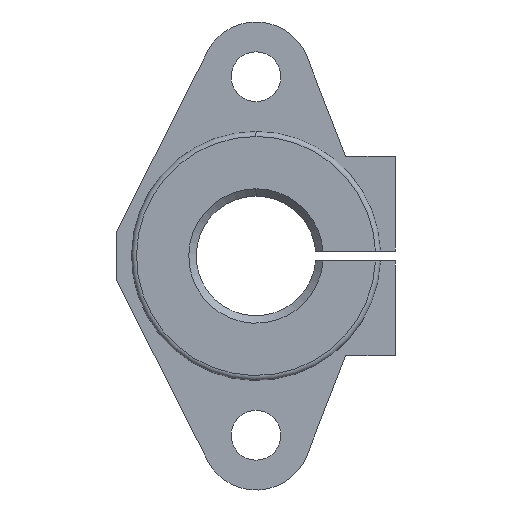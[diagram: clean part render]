
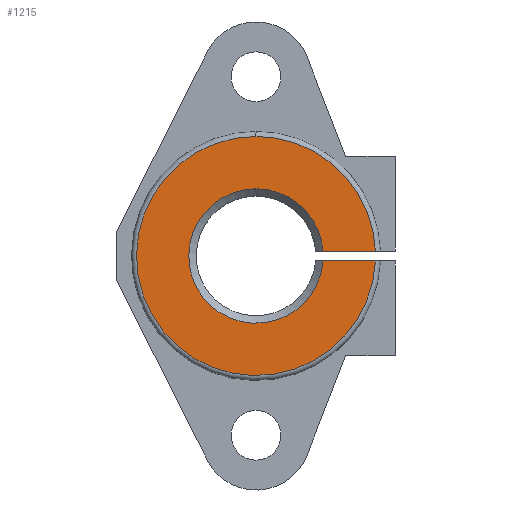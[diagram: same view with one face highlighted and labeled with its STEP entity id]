
A CAD part, front view. The second image highlights one B-rep face of the part: STEP entity #1215.
In plain terms, the highlighted planar face has unit normal (0, -1, 0).
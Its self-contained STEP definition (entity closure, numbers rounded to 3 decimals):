
#33 = TOROIDAL_SURFACE('',#34,12.,0.5);
#34 = AXIS2_PLACEMENT_3D('',#35,#36,#37);
#35 = CARTESIAN_POINT('',(0.,-12.5,0.));
#36 = DIRECTION('',(0.,-1.,0.));
#37 = DIRECTION('',(0.,0.,1.));
#80 = VERTEX_POINT('',#81);
#81 = CARTESIAN_POINT('',(0.,-13.,12.));
#95 = TOROIDAL_SURFACE('',#96,12.,0.5);
#96 = AXIS2_PLACEMENT_3D('',#97,#98,#99);
#97 = CARTESIAN_POINT('',(0.,-12.5,0.));
#98 = DIRECTION('',(0.,-1.,0.));
#99 = DIRECTION('',(0.,0.,1.));
#106 = EDGE_CURVE('',#107,#80,#109,.T.);
#107 = VERTEX_POINT('',#108);
#108 = CARTESIAN_POINT('',(11.99,-13.,-0.5));
#109 = SURFACE_CURVE('',#110,(#115,#122),.PCURVE_S1.);
#110 = CIRCLE('',#111,12.);
#111 = AXIS2_PLACEMENT_3D('',#112,#113,#114);
#112 = CARTESIAN_POINT('',(0.,-13.,0.));
#113 = DIRECTION('',(0.,1.,0.));
#114 = DIRECTION('',(0.,0.,1.));
#115 = PCURVE('',#33,#116);
#116 = DEFINITIONAL_REPRESENTATION('',(#117),#121);
#117 = LINE('',#118,#119);
#118 = CARTESIAN_POINT('',(-0.,1.571));
#119 = VECTOR('',#120,1.);
#120 = DIRECTION('',(-1.,0.));
#121 = ( GEOMETRIC_REPRESENTATION_CONTEXT(2) 
PARAMETRIC_REPRESENTATION_CONTEXT() REPRESENTATION_CONTEXT('2D SPACE',''
  ) );
#122 = PCURVE('',#123,#128);
#123 = PLANE('',#124);
#124 = AXIS2_PLACEMENT_3D('',#125,#126,#127);
#125 = CARTESIAN_POINT('',(0.,-13.,0.));
#126 = DIRECTION('',(0.,1.,0.));
#127 = DIRECTION('',(0.,0.,1.));
#128 = DEFINITIONAL_REPRESENTATION('',(#129),#133);
#129 = CIRCLE('',#130,12.);
#130 = AXIS2_PLACEMENT_2D('',#131,#132);
#131 = CARTESIAN_POINT('',(0.,0.));
#132 = DIRECTION('',(1.,0.));
#133 = ( GEOMETRIC_REPRESENTATION_CONTEXT(2) 
PARAMETRIC_REPRESENTATION_CONTEXT() REPRESENTATION_CONTEXT('2D SPACE',''
  ) );
#345 = PLANE('',#346);
#346 = AXIS2_PLACEMENT_3D('',#347,#348,#349);
#347 = CARTESIAN_POINT('',(16.,0.,-0.5));
#348 = DIRECTION('',(-0.,0.,-1.));
#349 = DIRECTION('',(-1.,0.,0.));
#583 = EDGE_CURVE('',#584,#107,#586,.T.);
#584 = VERTEX_POINT('',#585);
#585 = CARTESIAN_POINT('',(6.731,-13.,-0.5));
#586 = SURFACE_CURVE('',#587,(#591,#597),.PCURVE_S1.);
#587 = LINE('',#588,#589);
#588 = CARTESIAN_POINT('',(8.,-13.,-0.5));
#589 = VECTOR('',#590,1.);
#590 = DIRECTION('',(1.,0.,0.));
#591 = PCURVE('',#345,#592);
#592 = DEFINITIONAL_REPRESENTATION('',(#593),#596);
#593 = B_SPLINE_CURVE_WITH_KNOTS('',1,(#594,#595),.UNSPECIFIED.,.F.,.F.,
  (2,2),(-9.6,6.4),.PIECEWISE_BEZIER_KNOTS.);
#594 = CARTESIAN_POINT('',(17.6,-13.));
#595 = CARTESIAN_POINT('',(1.6,-13.));
#596 = ( GEOMETRIC_REPRESENTATION_CONTEXT(2) 
PARAMETRIC_REPRESENTATION_CONTEXT() REPRESENTATION_CONTEXT('2D SPACE',''
  ) );
#597 = PCURVE('',#123,#598);
#598 = DEFINITIONAL_REPRESENTATION('',(#599),#602);
#599 = B_SPLINE_CURVE_WITH_KNOTS('',1,(#600,#601),.UNSPECIFIED.,.F.,.F.,
  (2,2),(-9.6,6.4),.PIECEWISE_BEZIER_KNOTS.);
#600 = CARTESIAN_POINT('',(-0.5,-1.6));
#601 = CARTESIAN_POINT('',(-0.5,14.4));
#602 = ( GEOMETRIC_REPRESENTATION_CONTEXT(2) 
PARAMETRIC_REPRESENTATION_CONTEXT() REPRESENTATION_CONTEXT('2D SPACE',''
  ) );
#621 = CONICAL_SURFACE('',#622,6.,0.785);
#622 = AXIS2_PLACEMENT_3D('',#623,#624,#625);
#623 = CARTESIAN_POINT('',(0.,-12.25,0.
    ));
#624 = DIRECTION('',(0.,-1.,0.));
#625 = DIRECTION('',(0.,0.,1.));
#1004 = PLANE('',#1005);
#1005 = AXIS2_PLACEMENT_3D('',#1006,#1007,#1008);
#1006 = CARTESIAN_POINT('',(0.,0.,0.5));
#1007 = DIRECTION('',(0.,0.,1.));
#1008 = DIRECTION('',(1.,0.,0.));
#1215 = ADVANCED_FACE('',(#1216),#123,.F.);
#1216 = FACE_BOUND('',#1217,.T.);
#1217 = EDGE_LOOP('',(#1218,#1242,#1243,#1244,#1268,#1297));
#1218 = ORIENTED_EDGE('',*,*,#1219,.F.);
#1219 = EDGE_CURVE('',#80,#1220,#1222,.T.);
#1220 = VERTEX_POINT('',#1221);
#1221 = CARTESIAN_POINT('',(11.99,-13.,0.5));
#1222 = SURFACE_CURVE('',#1223,(#1228,#1235),.PCURVE_S1.);
#1223 = CIRCLE('',#1224,12.);
#1224 = AXIS2_PLACEMENT_3D('',#1225,#1226,#1227);
#1225 = CARTESIAN_POINT('',(0.,-13.,0.));
#1226 = DIRECTION('',(0.,1.,0.));
#1227 = DIRECTION('',(0.,0.,1.));
#1228 = PCURVE('',#123,#1229);
#1229 = DEFINITIONAL_REPRESENTATION('',(#1230),#1234);
#1230 = CIRCLE('',#1231,12.);
#1231 = AXIS2_PLACEMENT_2D('',#1232,#1233);
#1232 = CARTESIAN_POINT('',(0.,0.));
#1233 = DIRECTION('',(1.,0.));
#1234 = ( GEOMETRIC_REPRESENTATION_CONTEXT(2) 
PARAMETRIC_REPRESENTATION_CONTEXT() REPRESENTATION_CONTEXT('2D SPACE',''
  ) );
#1235 = PCURVE('',#95,#1236);
#1236 = DEFINITIONAL_REPRESENTATION('',(#1237),#1241);
#1237 = LINE('',#1238,#1239);
#1238 = CARTESIAN_POINT('',(-0.,1.571));
#1239 = VECTOR('',#1240,1.);
#1240 = DIRECTION('',(-1.,0.));
#1241 = ( GEOMETRIC_REPRESENTATION_CONTEXT(2) 
PARAMETRIC_REPRESENTATION_CONTEXT() REPRESENTATION_CONTEXT('2D SPACE',''
  ) );
#1242 = ORIENTED_EDGE('',*,*,#106,.F.);
#1243 = ORIENTED_EDGE('',*,*,#583,.F.);
#1244 = ORIENTED_EDGE('',*,*,#1245,.T.);
#1245 = EDGE_CURVE('',#584,#1246,#1248,.T.);
#1246 = VERTEX_POINT('',#1247);
#1247 = CARTESIAN_POINT('',(0.,-13.,6.75));
#1248 = SURFACE_CURVE('',#1249,(#1254,#1261),.PCURVE_S1.);
#1249 = CIRCLE('',#1250,6.75);
#1250 = AXIS2_PLACEMENT_3D('',#1251,#1252,#1253);
#1251 = CARTESIAN_POINT('',(0.,-13.,0.)
  );
#1252 = DIRECTION('',(0.,1.,0.));
#1253 = DIRECTION('',(0.,0.,1.));
#1254 = PCURVE('',#123,#1255);
#1255 = DEFINITIONAL_REPRESENTATION('',(#1256),#1260);
#1256 = CIRCLE('',#1257,6.75);
#1257 = AXIS2_PLACEMENT_2D('',#1258,#1259);
#1258 = CARTESIAN_POINT('',(0.,0.));
#1259 = DIRECTION('',(1.,-0.));
#1260 = ( GEOMETRIC_REPRESENTATION_CONTEXT(2) 
PARAMETRIC_REPRESENTATION_CONTEXT() REPRESENTATION_CONTEXT('2D SPACE',''
  ) );
#1261 = PCURVE('',#621,#1262);
#1262 = DEFINITIONAL_REPRESENTATION('',(#1263),#1267);
#1263 = LINE('',#1264,#1265);
#1264 = CARTESIAN_POINT('',(-0.,0.75));
#1265 = VECTOR('',#1266,1.);
#1266 = DIRECTION('',(-1.,0.));
#1267 = ( GEOMETRIC_REPRESENTATION_CONTEXT(2) 
PARAMETRIC_REPRESENTATION_CONTEXT() REPRESENTATION_CONTEXT('2D SPACE',''
  ) );
#1268 = ORIENTED_EDGE('',*,*,#1269,.T.);
#1269 = EDGE_CURVE('',#1246,#1270,#1272,.T.);
#1270 = VERTEX_POINT('',#1271);
#1271 = CARTESIAN_POINT('',(6.731,-13.,0.5));
#1272 = SURFACE_CURVE('',#1273,(#1278,#1285),.PCURVE_S1.);
#1273 = CIRCLE('',#1274,6.75);
#1274 = AXIS2_PLACEMENT_3D('',#1275,#1276,#1277);
#1275 = CARTESIAN_POINT('',(0.,-13.,0.)
  );
#1276 = DIRECTION('',(0.,1.,0.));
#1277 = DIRECTION('',(0.,0.,1.));
#1278 = PCURVE('',#123,#1279);
#1279 = DEFINITIONAL_REPRESENTATION('',(#1280),#1284);
#1280 = CIRCLE('',#1281,6.75);
#1281 = AXIS2_PLACEMENT_2D('',#1282,#1283);
#1282 = CARTESIAN_POINT('',(0.,0.));
#1283 = DIRECTION('',(1.,-0.));
#1284 = ( GEOMETRIC_REPRESENTATION_CONTEXT(2) 
PARAMETRIC_REPRESENTATION_CONTEXT() REPRESENTATION_CONTEXT('2D SPACE',''
  ) );
#1285 = PCURVE('',#1286,#1291);
#1286 = CONICAL_SURFACE('',#1287,6.,0.785);
#1287 = AXIS2_PLACEMENT_3D('',#1288,#1289,#1290);
#1288 = CARTESIAN_POINT('',(0.,-12.25,
    0.));
#1289 = DIRECTION('',(0.,-1.,0.));
#1290 = DIRECTION('',(0.,0.,1.));
#1291 = DEFINITIONAL_REPRESENTATION('',(#1292),#1296);
#1292 = LINE('',#1293,#1294);
#1293 = CARTESIAN_POINT('',(-0.,0.75));
#1294 = VECTOR('',#1295,1.);
#1295 = DIRECTION('',(-1.,0.));
#1296 = ( GEOMETRIC_REPRESENTATION_CONTEXT(2) 
PARAMETRIC_REPRESENTATION_CONTEXT() REPRESENTATION_CONTEXT('2D SPACE',''
  ) );
#1297 = ORIENTED_EDGE('',*,*,#1298,.F.);
#1298 = EDGE_CURVE('',#1220,#1270,#1299,.T.);
#1299 = SURFACE_CURVE('',#1300,(#1304,#1310),.PCURVE_S1.);
#1300 = LINE('',#1301,#1302);
#1301 = CARTESIAN_POINT('',(0.,-13.,0.5));
#1302 = VECTOR('',#1303,1.);
#1303 = DIRECTION('',(-1.,0.,0.));
#1304 = PCURVE('',#123,#1305);
#1305 = DEFINITIONAL_REPRESENTATION('',(#1306),#1309);
#1306 = B_SPLINE_CURVE_WITH_KNOTS('',1,(#1307,#1308),.UNSPECIFIED.,.F.,
  .F.,(2,2),(-14.4,1.6),.PIECEWISE_BEZIER_KNOTS.);
#1307 = CARTESIAN_POINT('',(0.5,14.4));
#1308 = CARTESIAN_POINT('',(0.5,-1.6));
#1309 = ( GEOMETRIC_REPRESENTATION_CONTEXT(2) 
PARAMETRIC_REPRESENTATION_CONTEXT() REPRESENTATION_CONTEXT('2D SPACE',''
  ) );
#1310 = PCURVE('',#1004,#1311);
#1311 = DEFINITIONAL_REPRESENTATION('',(#1312),#1315);
#1312 = B_SPLINE_CURVE_WITH_KNOTS('',1,(#1313,#1314),.UNSPECIFIED.,.F.,
  .F.,(2,2),(-14.4,1.6),.PIECEWISE_BEZIER_KNOTS.);
#1313 = CARTESIAN_POINT('',(14.4,-13.));
#1314 = CARTESIAN_POINT('',(-1.6,-13.));
#1315 = ( GEOMETRIC_REPRESENTATION_CONTEXT(2) 
PARAMETRIC_REPRESENTATION_CONTEXT() REPRESENTATION_CONTEXT('2D SPACE',''
  ) );
